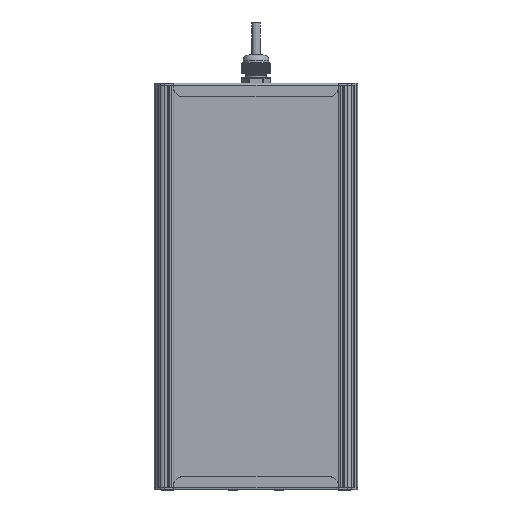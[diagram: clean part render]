
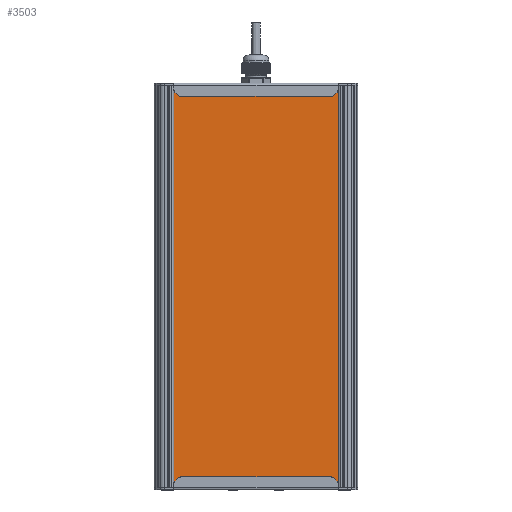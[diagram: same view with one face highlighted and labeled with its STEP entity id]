
A CAD part, front view. The second image highlights one B-rep face of the part: STEP entity #3503.
In plain terms, the highlighted face is planar.
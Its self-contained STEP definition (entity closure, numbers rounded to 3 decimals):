
#3503=ADVANCED_FACE('',(#13564),#13566,.T.);
#13564=FACE_BOUND('',#13565,.T.);
#13565=EDGE_LOOP('',(#42586,#42587,#42588,#42589));
#13566=PLANE('',#13567);
#13567=AXIS2_PLACEMENT_3D('',#13568,#13569,#13570);
#13568=CARTESIAN_POINT('',(2111.497,401.002,-34.582));
#13569=DIRECTION('',(0.,0.,-1.));
#13570=DIRECTION('',(0.,1.,0.));
#42586=ORIENTED_EDGE('',*,*,#49552,.F.);
#42587=ORIENTED_EDGE('',*,*,#49551,.T.);
#42588=ORIENTED_EDGE('',*,*,#49553,.F.);
#42589=ORIENTED_EDGE('',*,*,#49554,.F.);
#49551=EDGE_CURVE('',#55327,#55331,#55333,.T.);
#49552=EDGE_CURVE('',#55327,#55334,#55335,.T.);
#49553=EDGE_CURVE('',#55336,#55331,#55337,.T.);
#49554=EDGE_CURVE('',#55334,#55336,#55338,.T.);
#55327=VERTEX_POINT('',#74389);
#55331=VERTEX_POINT('',#74397);
#55333=LINE('',#74401,#74402);
#55334=VERTEX_POINT('',#74404);
#55335=LINE('',#74405,#74406);
#55336=VERTEX_POINT('',#74408);
#55337=LINE('',#74409,#74410);
#55338=LINE('',#74412,#74413);
#74389=CARTESIAN_POINT('',(2111.497,565.13,-34.582));
#74397=CARTESIAN_POINT('',(2482.497,565.13,-34.582));
#74401=CARTESIAN_POINT('',(2111.497,565.13,-34.582));
#74402=VECTOR('',#74403,1.);
#74403=DIRECTION('',(1.,0.,0.));
#74404=CARTESIAN_POINT('',(2111.497,401.002,-34.582));
#74405=CARTESIAN_POINT('',(2111.497,565.13,-34.582));
#74406=VECTOR('',#74407,1.);
#74407=DIRECTION('',(0.,-1.,0.));
#74408=CARTESIAN_POINT('',(2482.497,401.002,-34.582));
#74409=CARTESIAN_POINT('',(2482.497,401.002,-34.582));
#74410=VECTOR('',#74411,1.);
#74411=DIRECTION('',(0.,1.,0.));
#74412=CARTESIAN_POINT('',(2111.497,401.002,-34.582));
#74413=VECTOR('',#74414,1.);
#74414=DIRECTION('',(1.,0.,0.));
